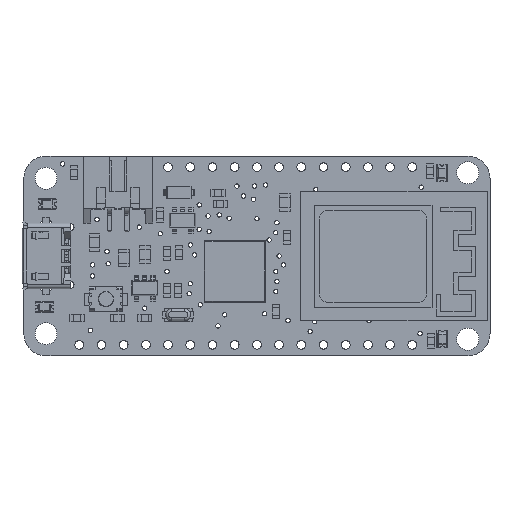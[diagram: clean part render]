
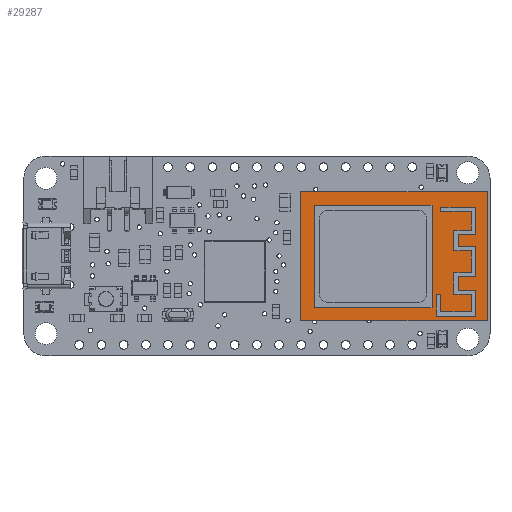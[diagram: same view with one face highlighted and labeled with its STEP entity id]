
A CAD part, top view. The second image highlights one B-rep face of the part: STEP entity #29287.
In plain terms, the highlighted planar face has unit normal (0, 0, 1).
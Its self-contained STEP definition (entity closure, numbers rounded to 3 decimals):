
#1563=PLANE('',#31543);
#2997=FACE_OUTER_BOUND('',#4671,.T.);
#4671=EDGE_LOOP('',(#26506,#26507,#26508,#26509));
#7989=LINE('',#47068,#11377);
#7992=LINE('',#47074,#11380);
#7995=LINE('',#47080,#11383);
#7998=LINE('',#47084,#11386);
#11377=VECTOR('',#38924,10.);
#11380=VECTOR('',#38929,10.);
#11383=VECTOR('',#38934,10.);
#11386=VECTOR('',#38939,10.);
#14645=VERTEX_POINT('',#47065);
#14646=VERTEX_POINT('',#47067);
#14648=VERTEX_POINT('',#47073);
#14650=VERTEX_POINT('',#47079);
#18608=EDGE_CURVE('',#14646,#14645,#7989,.T.);
#18611=EDGE_CURVE('',#14648,#14646,#7992,.T.);
#18614=EDGE_CURVE('',#14650,#14648,#7995,.T.);
#18617=EDGE_CURVE('',#14645,#14650,#7998,.T.);
#26506=ORIENTED_EDGE('',*,*,#18617,.T.);
#26507=ORIENTED_EDGE('',*,*,#18614,.T.);
#26508=ORIENTED_EDGE('',*,*,#18611,.T.);
#26509=ORIENTED_EDGE('',*,*,#18608,.T.);
#29287=ADVANCED_FACE('',(#2997),#1563,.T.);
#31543=AXIS2_PLACEMENT_3D('',#47085,#38940,#38941);
#38924=DIRECTION('',(0.,-1.,0.));
#38929=DIRECTION('',(-1.,0.,0.));
#38934=DIRECTION('',(0.,1.,0.));
#38939=DIRECTION('',(1.,0.,0.));
#38940=DIRECTION('center_axis',(0.,0.,
1.));
#38941=DIRECTION('ref_axis',(0.,1.,0.));
#47065=CARTESIAN_POINT('',(-7.58,-7.665,1.6));
#47067=CARTESIAN_POINT('',(-7.58,13.635,1.6));
#47068=CARTESIAN_POINT('',(-7.58,13.635,1.6));
#47073=CARTESIAN_POINT('',(7.15,13.635,1.6));
#47074=CARTESIAN_POINT('',(7.15,13.635,1.6));
#47079=CARTESIAN_POINT('',(7.15,-7.665,1.6));
#47080=CARTESIAN_POINT('',(7.15,-7.665,1.6));
#47084=CARTESIAN_POINT('',(-7.58,-7.665,1.6));
#47085=CARTESIAN_POINT('Origin',(-0.215,2.985,1.6));
